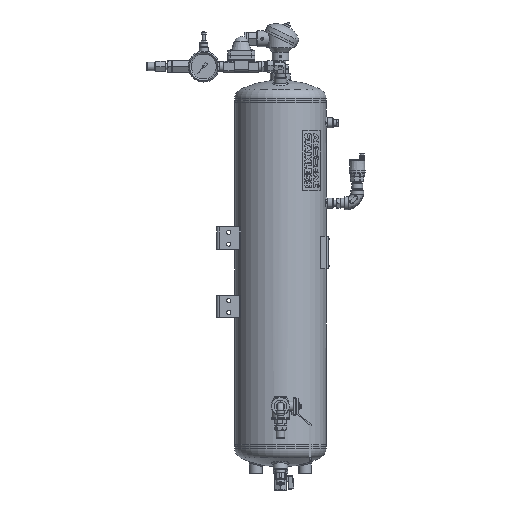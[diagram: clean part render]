
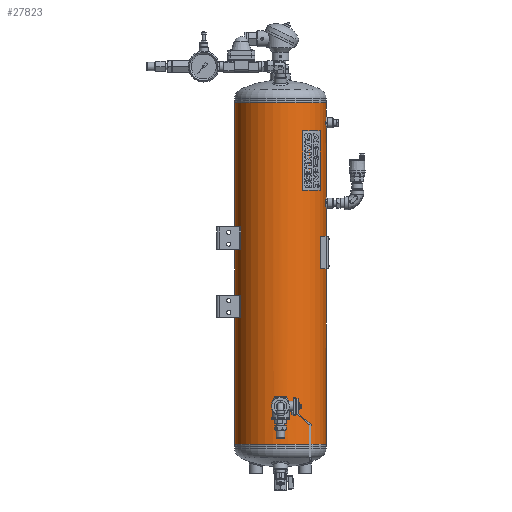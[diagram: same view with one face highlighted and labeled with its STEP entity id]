
A CAD part, left-side view. The second image highlights one B-rep face of the part: STEP entity #27823.
In plain terms, the highlighted cylindrical face has radius 100 mm (diameter 200 mm), a partial arc.
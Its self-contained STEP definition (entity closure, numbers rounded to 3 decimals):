
#1694=B_SPLINE_CURVE_WITH_KNOTS('',3,(#49051,#49052,#49053,#49054,#49055,
#49056,#49057,#49058,#49059,#49060,#49061,#49062,#49063,#49064,#49065,#49066,
#49067,#49068,#49069),.UNSPECIFIED.,.T.,.F.,(1,1,1,1,1,1,1,1,1,1,1,1,1,
1,1,1,1,1,1,1,1,1,1),(-0.012,-0.008,-0.004,
0.,0.004,0.008,0.012,
0.016,0.02,0.023,0.027,
0.031,0.035,0.039,0.043,
0.047,0.051,0.055,0.059,
0.063,0.066,0.07,0.074),
 .UNSPECIFIED.);
#1695=B_SPLINE_CURVE_WITH_KNOTS('',3,(#49071,#49072,#49073,#49074,#49075,
#49076,#49077,#49078,#49079,#49080,#49081,#49082,#49083,#49084,#49085,#49086,
#49087,#49088,#49089),.UNSPECIFIED.,.T.,.F.,(1,1,1,1,1,1,1,1,1,1,1,1,1,
1,1,1,1,1,1,1,1,1,1),(-0.012,-0.008,-0.004,
0.,0.004,0.008,0.012,0.016,
0.02,0.023,0.027,0.031,
0.035,0.039,0.043,0.047,
0.051,0.055,0.059,0.063,
0.066,0.07,0.074),.UNSPECIFIED.);
#1696=B_SPLINE_CURVE_WITH_KNOTS('',3,(#49091,#49092,#49093,#49094,#49095,
#49096,#49097,#49098,#49099,#49100,#49101,#49102,#49103,#49104,#49105,#49106,
#49107,#49108,#49109),.UNSPECIFIED.,.T.,.F.,(1,1,1,1,1,1,1,1,1,1,1,1,1,
1,1,1,1,1,1,1,1,1,1),(-0.018,-0.012,-0.006,
0.,0.006,0.012,0.018,
0.023,0.029,0.035,0.041,
0.047,0.053,0.059,0.065,
0.07,0.076,0.082,0.088,
0.094,0.1,0.106,0.112),
 .UNSPECIFIED.);
#3387=LINE('',#49111,#4568);
#3388=LINE('',#49116,#4569);
#4568=VECTOR('',#42035,1000.);
#4569=VECTOR('',#42038,1000.);
#5754=ORIENTED_EDGE('',*,*,#13774,.T.);
#5755=ORIENTED_EDGE('',*,*,#13775,.T.);
#5756=ORIENTED_EDGE('',*,*,#13776,.T.);
#5757=ORIENTED_EDGE('',*,*,#13777,.T.);
#5758=ORIENTED_EDGE('',*,*,#13778,.T.);
#5759=ORIENTED_EDGE('',*,*,#13779,.F.);
#5760=ORIENTED_EDGE('',*,*,#13780,.F.);
#13774=EDGE_CURVE('',#17784,#17784,#1694,.T.);
#13775=EDGE_CURVE('',#17785,#17785,#1695,.T.);
#13776=EDGE_CURVE('',#17786,#17786,#1696,.T.);
#13777=EDGE_CURVE('',#17787,#17788,#3387,.T.);
#13778=EDGE_CURVE('',#17788,#17789,#20767,.T.);
#13779=EDGE_CURVE('',#17790,#17789,#3388,.T.);
#13780=EDGE_CURVE('',#17787,#17790,#20768,.T.);
#17784=VERTEX_POINT('',#49070);
#17785=VERTEX_POINT('',#49090);
#17786=VERTEX_POINT('',#49110);
#17787=VERTEX_POINT('',#49112);
#17788=VERTEX_POINT('',#49113);
#17789=VERTEX_POINT('',#49115);
#17790=VERTEX_POINT('',#49117);
#20767=CIRCLE('',#39140,100.);
#20768=CIRCLE('',#39141,100.);
#21880=EDGE_LOOP('',(#5754));
#21881=EDGE_LOOP('',(#5755));
#21882=EDGE_LOOP('',(#5756));
#21883=EDGE_LOOP('',(#5757,#5758,#5759,#5760));
#24575=FACE_BOUND('',#21880,.T.);
#24576=FACE_BOUND('',#21881,.T.);
#24577=FACE_BOUND('',#21882,.T.);
#24578=FACE_BOUND('',#21883,.T.);
#27272=CYLINDRICAL_SURFACE('',#39139,100.);
#27823=ADVANCED_FACE('',(#24575,#24576,#24577,#24578),#27272,.T.);
#39139=AXIS2_PLACEMENT_3D('',#49050,#42033,#42034);
#39140=AXIS2_PLACEMENT_3D('',#49114,#42036,#42037);
#39141=AXIS2_PLACEMENT_3D('',#49118,#42039,#42040);
#42033=DIRECTION('',(0.,-1.,0.));
#42034=DIRECTION('',(0.,0.,-1.));
#42035=DIRECTION('',(0.,-1.,0.));
#42036=DIRECTION('',(0.,1.,0.));
#42037=DIRECTION('',(1.,0.,0.));
#42038=DIRECTION('',(0.,-1.,0.));
#42039=DIRECTION('',(0.,1.,0.));
#42040=DIRECTION('',(1.,0.,0.));
#49050=CARTESIAN_POINT('',(0.,750.,0.));
#49051=CARTESIAN_POINT('',(-9.473,48.444,-99.554));
#49052=CARTESIAN_POINT('',(-10.262,44.497,-99.471));
#49053=CARTESIAN_POINT('',(-9.477,40.569,-99.553));
#49054=CARTESIAN_POINT('',(-7.254,37.244,-99.75));
#49055=CARTESIAN_POINT('',(-3.93,35.023,-99.946));
#49056=CARTESIAN_POINT('',(-0.006,34.24,-100.027));
#49057=CARTESIAN_POINT('',(3.922,35.019,-99.946));
#49058=CARTESIAN_POINT('',(7.252,37.242,-99.75));
#49059=CARTESIAN_POINT('',(9.478,40.57,-99.553));
#49060=CARTESIAN_POINT('',(10.26,44.496,-99.472));
#49061=CARTESIAN_POINT('',(9.481,48.422,-99.553));
#49062=CARTESIAN_POINT('',(7.262,51.747,-99.749));
#49063=CARTESIAN_POINT('',(3.94,53.974,-99.945));
#49064=CARTESIAN_POINT('',(0.01,54.761,-100.027));
#49065=CARTESIAN_POINT('',(-3.923,53.981,-99.946));
#49066=CARTESIAN_POINT('',(-7.249,51.759,-99.75));
#49067=CARTESIAN_POINT('',(-9.473,48.444,-99.554));
#49068=CARTESIAN_POINT('',(-10.262,44.497,-99.471));
#49069=CARTESIAN_POINT('',(-9.477,40.569,-99.553));
#49070=CARTESIAN_POINT('',(-10.,44.5,-99.499));
#49071=CARTESIAN_POINT('',(-9.473,224.444,-99.554));
#49072=CARTESIAN_POINT('',(-10.262,220.497,-99.471));
#49073=CARTESIAN_POINT('',(-9.477,216.569,-99.553));
#49074=CARTESIAN_POINT('',(-7.254,213.244,-99.75));
#49075=CARTESIAN_POINT('',(-3.93,211.023,-99.946));
#49076=CARTESIAN_POINT('',(-0.006,210.24,-100.027));
#49077=CARTESIAN_POINT('',(3.922,211.019,-99.946));
#49078=CARTESIAN_POINT('',(7.252,213.242,-99.75));
#49079=CARTESIAN_POINT('',(9.478,216.57,-99.553));
#49080=CARTESIAN_POINT('',(10.26,220.496,-99.472));
#49081=CARTESIAN_POINT('',(9.481,224.422,-99.553));
#49082=CARTESIAN_POINT('',(7.262,227.747,-99.749));
#49083=CARTESIAN_POINT('',(3.94,229.974,-99.945));
#49084=CARTESIAN_POINT('',(0.01,230.761,-100.027));
#49085=CARTESIAN_POINT('',(-3.923,229.981,-99.946));
#49086=CARTESIAN_POINT('',(-7.249,227.759,-99.75));
#49087=CARTESIAN_POINT('',(-9.473,224.444,-99.554));
#49088=CARTESIAN_POINT('',(-10.262,220.497,-99.471));
#49089=CARTESIAN_POINT('',(-9.477,216.569,-99.553));
#49090=CARTESIAN_POINT('',(-10.,220.5,-99.499));
#49091=CARTESIAN_POINT('',(-98.994,672.42,14.208));
#49092=CARTESIAN_POINT('',(-98.806,666.495,15.395));
#49093=CARTESIAN_POINT('',(-98.993,660.6,14.214));
#49094=CARTESIAN_POINT('',(-99.436,655.617,10.88));
#49095=CARTESIAN_POINT('',(-99.878,652.286,5.9));
#49096=CARTESIAN_POINT('',(-100.061,651.109,0.009));
#49097=CARTESIAN_POINT('',(-99.879,652.279,-5.887));
#49098=CARTESIAN_POINT('',(-99.437,655.615,-10.879));
#49099=CARTESIAN_POINT('',(-98.992,660.601,-14.215));
#49100=CARTESIAN_POINT('',(-98.807,666.494,-15.391));
#49101=CARTESIAN_POINT('',(-98.992,672.387,-14.219));
#49102=CARTESIAN_POINT('',(-99.435,677.371,-10.892));
#49103=CARTESIAN_POINT('',(-99.877,680.709,-5.914));
#49104=CARTESIAN_POINT('',(-100.061,681.893,-0.013));
#49105=CARTESIAN_POINT('',(-99.878,680.72,5.889));
#49106=CARTESIAN_POINT('',(-99.437,677.387,10.874));
#49107=CARTESIAN_POINT('',(-98.994,672.42,14.208));
#49108=CARTESIAN_POINT('',(-98.806,666.495,15.395));
#49109=CARTESIAN_POINT('',(-98.993,660.6,14.214));
#49110=CARTESIAN_POINT('',(-98.869,666.5,15.));
#49111=CARTESIAN_POINT('',(0.254,801.561,100.));
#49112=CARTESIAN_POINT('',(0.254,750.,100.));
#49113=CARTESIAN_POINT('',(0.254,0.,100.));
#49114=CARTESIAN_POINT('',(0.,0.,0.));
#49115=CARTESIAN_POINT('',(-0.254,0.,100.));
#49116=CARTESIAN_POINT('',(-0.254,801.561,100.));
#49117=CARTESIAN_POINT('',(-0.254,750.,100.));
#49118=CARTESIAN_POINT('',(0.,750.,0.));
